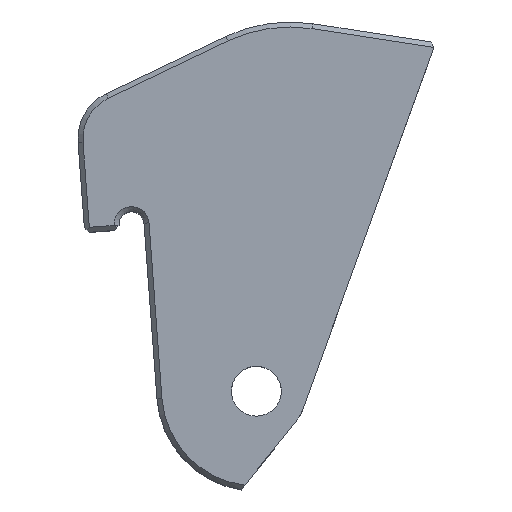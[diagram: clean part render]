
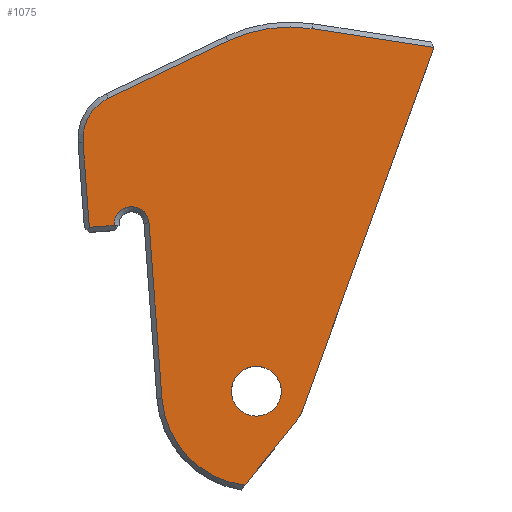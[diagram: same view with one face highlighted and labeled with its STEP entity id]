
A CAD part, top view. The second image highlights one B-rep face of the part: STEP entity #1075.
In plain terms, the highlighted planar face has unit normal (0, 0, 1).
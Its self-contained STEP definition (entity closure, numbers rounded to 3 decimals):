
#20=FACE_BOUND('',#173,.T.);
#66=PLANE('',#1202);
#110=FACE_OUTER_BOUND('',#172,.T.);
#172=EDGE_LOOP('',(#924,#925,#926,#927,#928,#929,#930,#931,#932,#933,#934,
#935,#936));
#173=EDGE_LOOP('',(#937));
#197=LINE('',#1567,#303);
#203=LINE('',#1583,#309);
#208=LINE('',#1596,#314);
#220=LINE('',#1626,#326);
#227=LINE('',#1643,#333);
#231=LINE('',#1656,#337);
#244=LINE('',#1686,#350);
#279=LINE('',#1824,#385);
#303=VECTOR('',#1238,10.);
#309=VECTOR('',#1252,10.);
#314=VECTOR('',#1259,10.);
#326=VECTOR('',#1287,10.);
#333=VECTOR('',#1302,10.);
#337=VECTOR('',#1314,10.);
#350=VECTOR('',#1345,10.);
#385=VECTOR('',#1484,10.);
#408=CIRCLE('',#1119,19.);
#411=CIRCLE('',#1124,3.5);
#415=CIRCLE('',#1137,9.);
#416=CIRCLE('',#1140,29.);
#455=CIRCLE('',#1203,10.);
#456=CIRCLE('',#1204,5.);
#460=VERTEX_POINT('',#1556);
#461=VERTEX_POINT('',#1560);
#463=VERTEX_POINT('',#1566);
#465=VERTEX_POINT('',#1572);
#469=VERTEX_POINT('',#1582);
#473=VERTEX_POINT('',#1594);
#482=VERTEX_POINT('',#1623);
#483=VERTEX_POINT('',#1625);
#486=VERTEX_POINT('',#1633);
#488=VERTEX_POINT('',#1639);
#490=VERTEX_POINT('',#1645);
#494=VERTEX_POINT('',#1655);
#502=VERTEX_POINT('',#1685);
#554=VERTEX_POINT('',#1825);
#560=EDGE_CURVE('',#460,#461,#408,.T.);
#563=EDGE_CURVE('',#461,#463,#197,.T.);
#568=EDGE_CURVE('',#463,#465,#411,.T.);
#571=EDGE_CURVE('',#465,#469,#203,.T.);
#577=EDGE_CURVE('',#460,#473,#208,.T.);
#591=EDGE_CURVE('',#482,#483,#220,.T.);
#597=EDGE_CURVE('',#483,#486,#415,.T.);
#600=EDGE_CURVE('',#486,#488,#227,.T.);
#601=EDGE_CURVE('',#488,#490,#416,.T.);
#606=EDGE_CURVE('',#490,#494,#231,.T.);
#621=EDGE_CURVE('',#502,#494,#244,.T.);
#691=EDGE_CURVE('',#473,#502,#455,.T.);
#692=EDGE_CURVE('',#469,#482,#279,.T.);
#693=EDGE_CURVE('',#554,#554,#456,.T.);
#924=ORIENTED_EDGE('',*,*,#560,.F.);
#925=ORIENTED_EDGE('',*,*,#577,.T.);
#926=ORIENTED_EDGE('',*,*,#691,.T.);
#927=ORIENTED_EDGE('',*,*,#621,.T.);
#928=ORIENTED_EDGE('',*,*,#606,.F.);
#929=ORIENTED_EDGE('',*,*,#601,.F.);
#930=ORIENTED_EDGE('',*,*,#600,.F.);
#931=ORIENTED_EDGE('',*,*,#597,.F.);
#932=ORIENTED_EDGE('',*,*,#591,.F.);
#933=ORIENTED_EDGE('',*,*,#692,.F.);
#934=ORIENTED_EDGE('',*,*,#571,.F.);
#935=ORIENTED_EDGE('',*,*,#568,.F.);
#936=ORIENTED_EDGE('',*,*,#563,.F.);
#937=ORIENTED_EDGE('',*,*,#693,.T.);
#1075=ADVANCED_FACE('',(#110,#20),#66,.T.);
#1119=AXIS2_PLACEMENT_3D('',#1561,#1231,#1232);
#1124=AXIS2_PLACEMENT_3D('',#1576,#1246,#1247);
#1137=AXIS2_PLACEMENT_3D('',#1637,#1296,#1297);
#1140=AXIS2_PLACEMENT_3D('',#1646,#1305,#1306);
#1202=AXIS2_PLACEMENT_3D('',#1822,#1480,#1481);
#1203=AXIS2_PLACEMENT_3D('',#1823,#1482,#1483);
#1204=AXIS2_PLACEMENT_3D('',#1826,#1485,#1486);
#1231=DIRECTION('center_axis',(0.,0.,-1.));
#1232=DIRECTION('ref_axis',(-0.997,-0.074,0.));
#1238=DIRECTION('',(-0.074,0.997,0.));
#1246=DIRECTION('center_axis',(0.,0.,1.));
#1247=DIRECTION('ref_axis',(0.997,0.074,0.));
#1252=DIRECTION('',(0.074,-0.997,0.));
#1259=DIRECTION('',(0.626,0.78,0.));
#1287=DIRECTION('',(-0.074,0.997,0.));
#1296=DIRECTION('center_axis',(0.,0.,-1.));
#1297=DIRECTION('ref_axis',(-0.865,0.502,0.));
#1302=DIRECTION('',(0.902,0.431,0.));
#1305=DIRECTION('center_axis',(0.,0.,-1.));
#1306=DIRECTION('ref_axis',(0.152,0.988,0.));
#1314=DIRECTION('',(0.988,-0.152,0.));
#1345=DIRECTION('',(0.341,0.94,0.));
#1480=DIRECTION('center_axis',(0.,0.,1.));
#1481=DIRECTION('ref_axis',(1.,0.,0.));
#1482=DIRECTION('center_axis',(0.,0.,1.));
#1483=DIRECTION('ref_axis',(1.,0.,0.));
#1484=DIRECTION('',(-0.997,-0.074,0.));
#1485=DIRECTION('center_axis',(0.,0.,-1.));
#1486=DIRECTION('ref_axis',(-1.,0.,0.));
#1556=CARTESIAN_POINT('',(-2.306,-18.86,20.));
#1560=CARTESIAN_POINT('',(-18.948,-1.401,20.));
#1561=CARTESIAN_POINT('Origin',(0.,0.,20.));
#1566=CARTESIAN_POINT('',(-21.55,33.783,20.));
#1567=CARTESIAN_POINT('',(-20.102,14.209,20.));
#1572=CARTESIAN_POINT('',(-28.531,33.267,20.));
#1576=CARTESIAN_POINT('Origin',(-25.04,33.525,20.));
#1582=CARTESIAN_POINT('',(-28.531,33.264,20.));
#1583=CARTESIAN_POINT('',(-28.347,30.785,20.));
#1594=CARTESIAN_POINT('',(7.801,-6.256,20.));
#1596=CARTESIAN_POINT('',(-3.035,-19.768,20.));
#1623=CARTESIAN_POINT('',(-33.517,32.896,20.));
#1625=CARTESIAN_POINT('',(-34.783,50.017,20.));
#1626=CARTESIAN_POINT('',(-34.255,42.883,20.));
#1633=CARTESIAN_POINT('',(-29.689,58.801,20.));
#1637=CARTESIAN_POINT('Origin',(-25.807,50.681,20.));
#1639=CARTESIAN_POINT('',(-5.738,70.248,20.));
#1643=CARTESIAN_POINT('',(-5.783,70.227,20.));
#1645=CARTESIAN_POINT('',(11.168,72.748,20.));
#1646=CARTESIAN_POINT('Origin',(6.768,44.084,20.));
#1655=CARTESIAN_POINT('',(35.626,68.992,20.));
#1656=CARTESIAN_POINT('',(27.077,70.305,20.));
#1685=CARTESIAN_POINT('',(9.402,-3.406,20.));
#1686=CARTESIAN_POINT('',(9.402,-3.406,20.));
#1822=CARTESIAN_POINT('Origin',(12.29,32.3,20.));
#1823=CARTESIAN_POINT('Origin',(0.,0.,20.));
#1824=CARTESIAN_POINT('',(-11.259,34.541,20.));
#1825=CARTESIAN_POINT('',(5.,0.,20.));
#1826=CARTESIAN_POINT('Origin',(0.,0.,20.));
